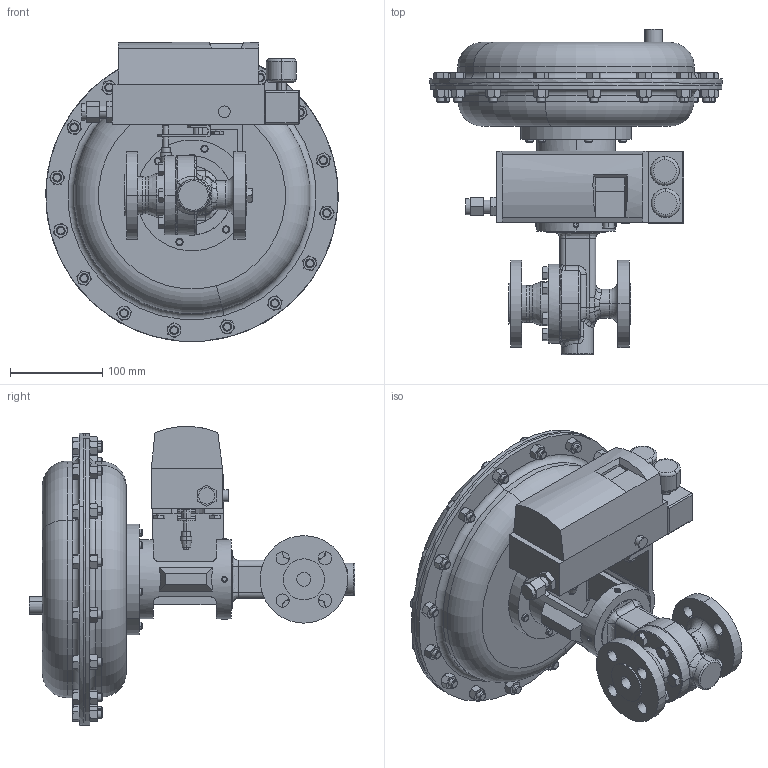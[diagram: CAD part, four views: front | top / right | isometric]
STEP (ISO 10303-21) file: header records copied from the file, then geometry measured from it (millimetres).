
FILE_DESCRIPTION (( 'STEP AP203' ), '1' );
FILE_NAME ('70SP-050-CS+S6-I7-55M-16IQ.STEP', '2017-09-11T13:24:22', ( '' ), ( '' ), 'SwSTEP 2.0', 'SolidWorks 2014', '' );
FILE_SCHEMA (( 'CONFIG_CONTROL_DESIGN' ));
Length unit declared in the file: inch
Products named in the file (1): 70SP-050-CS+S6-I7-55M-16IQ
Bounding box: 317.5 x 353.82 x 324.83 mm (x, y, z)
Volume: 7056738.5 mm3; surface area: 443223.6 mm2
Topology: 1 solids, 1 shells, 1146 faces, 2635 edges, 1584 vertices
Faces by surface type: plane 464, cone 394, cylinder 200, bspline 47, torus 37, sphere 4
Entity records: 37242 total; most frequent: CARTESIAN_POINT 12599, ORIENTED_EDGE 5258, DIRECTION 4841, EDGE_CURVE 2629, AXIS2_PLACEMENT_3D 1951, VERTEX_POINT 1584, EDGE_LOOP 1265, FACE_OUTER_BOUND 1146
